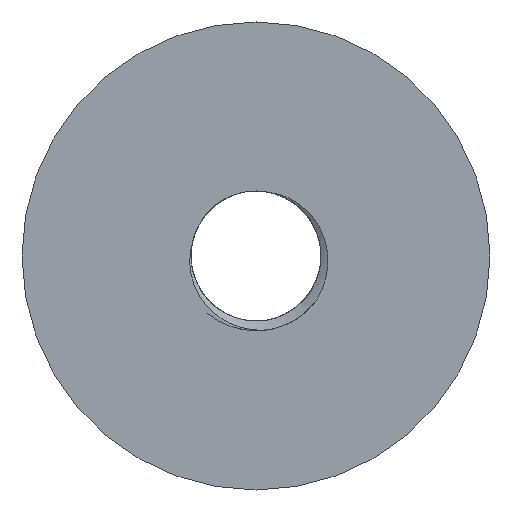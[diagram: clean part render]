
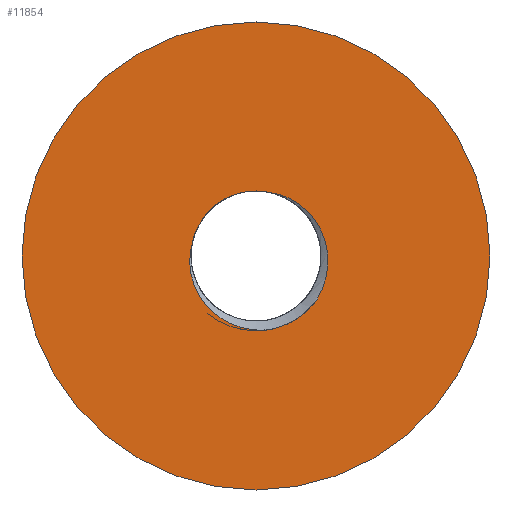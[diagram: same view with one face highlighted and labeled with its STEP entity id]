
A CAD part, front view. The second image highlights one B-rep face of the part: STEP entity #11854.
In plain terms, the highlighted planar face has unit normal (0, -1, 0).
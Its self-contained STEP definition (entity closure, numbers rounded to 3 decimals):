
#264 = B_SPLINE_CURVE_WITH_KNOTS ( 'NONE', 3,
 ( #12358, #3555, #457, #10324, #6584, #8287, #4477, #9334, #7564, #6386, #8480, #390, #4280, #12427, #8542, #10581, #8415, #3424 ),
 .UNSPECIFIED., .F., .F.,
 ( 4, 2, 2, 2, 2, 2, 2, 2, 4 ),
 ( 0., 0.001, 0.001, 0.002, 0.003, 0.003, 0.004, 0.005, 0.005 ),
 .UNSPECIFIED. ) ;
#297 = DIRECTION ( 'NONE',  ( 0., 1., 0. ) ) ;
#390 = CARTESIAN_POINT ( 'NONE',  ( -1.238, 0., -2.472 ) ) ;
#433 = AXIS2_PLACEMENT_3D ( 'NONE', #1399, #4368, #3315 ) ;
#447 = EDGE_LOOP ( 'NONE', ( #7018, #9533 ) ) ;
#457 = CARTESIAN_POINT ( 'NONE',  ( -2.538, 0., 0.15 ) ) ;
#586 = CARTESIAN_POINT ( 'NONE',  ( 1.369, 0., -2.54 ) ) ;
#795 = DIRECTION ( 'NONE',  ( 0., 1., 0. ) ) ;
#889 = VERTEX_POINT ( 'NONE', #10544 ) ;
#915 = CARTESIAN_POINT ( 'NONE',  ( 0.971, 0., 2.351 ) ) ;
#979 = CARTESIAN_POINT ( 'NONE',  ( 1.38, 0., 2.174 ) ) ;
#1157 = EDGE_CURVE ( 'NONE', #889, #7687, #7096, .T. ) ;
#1399 = CARTESIAN_POINT ( 'NONE',  ( 0., 0., 0. ) ) ;
#1503 = CARTESIAN_POINT ( 'NONE',  ( 0.536, 0., 2.442 ) ) ;
#1775 = CARTESIAN_POINT ( 'NONE',  ( 0.652, 0., -2.811 ) ) ;
#1889 = CARTESIAN_POINT ( 'NONE',  ( 0., 0., 0. ) ) ;
#1928 = VERTEX_POINT ( 'NONE', #5274 ) ;
#2104 = CARTESIAN_POINT ( 'NONE',  ( 2.767, 0., 0.035 ) ) ;
#2465 = EDGE_CURVE ( 'NONE', #6388, #8400, #5058, .T. ) ;
#2500 = ORIENTED_EDGE ( 'NONE', *, *, #5911, .F. ) ;
#2513 = CARTESIAN_POINT ( 'NONE',  ( 0., 0., 0. ) ) ;
#2700 = CARTESIAN_POINT ( 'NONE',  ( 2.244, 0., -1.814 ) ) ;
#2878 = PLANE ( 'NONE',  #7309 ) ;
#2941 = FACE_OUTER_BOUND ( 'NONE', #447, .T. ) ;
#2990 = B_SPLINE_CURVE_WITH_KNOTS ( 'NONE', 3,
 ( #3889, #12099, #8880, #5997, #5070, #4023, #2104, #9069, #9131, #3954, #4084, #8087, #3089, #9924, #979, #915, #7965, #6124 ),
 .UNSPECIFIED., .F., .F.,
 ( 4, 2, 2, 2, 2, 2, 2, 2, 4 ),
 ( 0., 0.001, 0.001, 0.002, 0.003, 0.003, 0.004, 0.005, 0.005 ),
 .UNSPECIFIED. ) ;
#3089 = CARTESIAN_POINT ( 'NONE',  ( 1.917, 0., 1.79 ) ) ;
#3315 = DIRECTION ( 'NONE',  ( 0., 0., 1. ) ) ;
#3330 = EDGE_CURVE ( 'NONE', #7687, #8400, #2990, .T. ) ;
#3347 = ORIENTED_EDGE ( 'NONE', *, *, #9097, .T. ) ;
#3362 = CIRCLE ( 'NONE', #6508, 9. ) ;
#3424 = CARTESIAN_POINT ( 'NONE',  ( 0.463, 0., -2.841 ) ) ;
#3555 = CARTESIAN_POINT ( 'NONE',  ( -2.5, 0., 0.367 ) ) ;
#3889 = CARTESIAN_POINT ( 'NONE',  ( 2.355, 0., -1.656 ) ) ;
#3954 = CARTESIAN_POINT ( 'NONE',  ( 2.459, 0., 1.089 ) ) ;
#4023 = CARTESIAN_POINT ( 'NONE',  ( 2.774, 0., -0.187 ) ) ;
#4084 = CARTESIAN_POINT ( 'NONE',  ( 2.344, 0., 1.283 ) ) ;
#4280 = CARTESIAN_POINT ( 'NONE',  ( -1.041, 0., -2.577 ) ) ;
#4368 = DIRECTION ( 'NONE',  ( 0., 1., 0. ) ) ;
#4477 = CARTESIAN_POINT ( 'NONE',  ( -2.372, 0., -1.157 ) ) ;
#4609 = CARTESIAN_POINT ( 'NONE',  ( 1.691, 0., -2.338 ) ) ;
#4635 = AXIS2_PLACEMENT_3D ( 'NONE', #6240, #11355, #9314 ) ;
#4665 = ORIENTED_EDGE ( 'NONE', *, *, #2465, .T. ) ;
#4804 = CARTESIAN_POINT ( 'NONE',  ( 2.355, 0., -1.656 ) ) ;
#4854 = FACE_BOUND ( 'NONE', #6376, .T. ) ;
#5058 = CIRCLE ( 'NONE', #4635, 2.5 ) ;
#5070 = CARTESIAN_POINT ( 'NONE',  ( 2.739, 0., -0.625 ) ) ;
#5274 = CARTESIAN_POINT ( 'NONE',  ( 0., 0., -9. ) ) ;
#5297 = DIRECTION ( 'NONE',  ( 0., 1., 0. ) ) ;
#5680 = CIRCLE ( 'NONE', #11545, 2.5 ) ;
#5727 = CARTESIAN_POINT ( 'NONE',  ( 1.195, 0., -2.626 ) ) ;
#5911 = EDGE_CURVE ( 'NONE', #12225, #889, #264, .T. ) ;
#5997 = CARTESIAN_POINT ( 'NONE',  ( 2.696, 0., -0.846 ) ) ;
#6123 = CIRCLE ( 'NONE', #433, 9. ) ;
#6124 = CARTESIAN_POINT ( 'NONE',  ( 0.536, 0., 2.442 ) ) ;
#6158 = VERTEX_POINT ( 'NONE', #8109 ) ;
#6240 = CARTESIAN_POINT ( 'NONE',  ( 0., 0., 0. ) ) ;
#6376 = EDGE_LOOP ( 'NONE', ( #6776, #12348, #2500, #3347, #4665 ) ) ;
#6386 = CARTESIAN_POINT ( 'NONE',  ( -1.764, 0., -2.072 ) ) ;
#6388 = VERTEX_POINT ( 'NONE', #9766 ) ;
#6508 = AXIS2_PLACEMENT_3D ( 'NONE', #2513, #795, #10660 ) ;
#6584 = CARTESIAN_POINT ( 'NONE',  ( -2.538, 0., -0.514 ) ) ;
#6708 = EDGE_CURVE ( 'NONE', #6158, #1928, #6123, .T. ) ;
#6776 = ORIENTED_EDGE ( 'NONE', *, *, #3330, .F. ) ;
#7018 = ORIENTED_EDGE ( 'NONE', *, *, #6708, .F. ) ;
#7096 = B_SPLINE_CURVE_WITH_KNOTS ( 'NONE', 3,
 ( #10584, #1775, #11704, #5727, #586, #4609, #12691, #9792, #2700, #4804 ),
 .UNSPECIFIED., .F., .F.,
 ( 4, 2, 2, 2, 4 ),
 ( 0., 0.001, 0.001, 0.002, 0.002 ),
 .UNSPECIFIED. ) ;
#7309 = AXIS2_PLACEMENT_3D ( 'NONE', #1889, #297, #10228 ) ;
#7564 = CARTESIAN_POINT ( 'NONE',  ( -2.053, 0., -1.737 ) ) ;
#7687 = VERTEX_POINT ( 'NONE', #12766 ) ;
#7965 = CARTESIAN_POINT ( 'NONE',  ( 0.757, 0., 2.411 ) ) ;
#8087 = CARTESIAN_POINT ( 'NONE',  ( 2.075, 0., 1.631 ) ) ;
#8109 = CARTESIAN_POINT ( 'NONE',  ( 0., 0., 9. ) ) ;
#8150 = EDGE_CURVE ( 'NONE', #1928, #6158, #3362, .T. ) ;
#8175 = CARTESIAN_POINT ( 'NONE',  ( -2.432, 0., 0.579 ) ) ;
#8287 = CARTESIAN_POINT ( 'NONE',  ( -2.446, 0., -0.945 ) ) ;
#8400 = VERTEX_POINT ( 'NONE', #1503 ) ;
#8415 = CARTESIAN_POINT ( 'NONE',  ( 0.241, 0., -2.862 ) ) ;
#8480 = CARTESIAN_POINT ( 'NONE',  ( -1.601, 0., -2.219 ) ) ;
#8542 = CARTESIAN_POINT ( 'NONE',  ( -0.414, 0., -2.795 ) ) ;
#8880 = CARTESIAN_POINT ( 'NONE',  ( 2.561, 0., -1.265 ) ) ;
#9069 = CARTESIAN_POINT ( 'NONE',  ( 2.696, 0., 0.474 ) ) ;
#9097 = EDGE_CURVE ( 'NONE', #12225, #6388, #5680, .T. ) ;
#9131 = CARTESIAN_POINT ( 'NONE',  ( 2.634, 0., 0.685 ) ) ;
#9314 = DIRECTION ( 'NONE',  ( 0., 0., 1. ) ) ;
#9334 = CARTESIAN_POINT ( 'NONE',  ( -2.177, 0., -1.551 ) ) ;
#9533 = ORIENTED_EDGE ( 'NONE', *, *, #8150, .F. ) ;
#9766 = CARTESIAN_POINT ( 'NONE',  ( 0., 0., 2.5 ) ) ;
#9792 = CARTESIAN_POINT ( 'NONE',  ( 2.118, 0., -1.96 ) ) ;
#9924 = CARTESIAN_POINT ( 'NONE',  ( 1.568, 0., 2.061 ) ) ;
#10228 = DIRECTION ( 'NONE',  ( 0., 0., 1. ) ) ;
#10289 = CARTESIAN_POINT ( 'NONE',  ( 0., 0., 0. ) ) ;
#10324 = CARTESIAN_POINT ( 'NONE',  ( -2.556, 0., -0.291 ) ) ;
#10544 = CARTESIAN_POINT ( 'NONE',  ( 0.463, 0., -2.841 ) ) ;
#10581 = CARTESIAN_POINT ( 'NONE',  ( 0.021, 0., -2.856 ) ) ;
#10584 = CARTESIAN_POINT ( 'NONE',  ( 0.463, 0., -2.841 ) ) ;
#10660 = DIRECTION ( 'NONE',  ( 0., 0., 1. ) ) ;
#11355 = DIRECTION ( 'NONE',  ( 0., 1., 0. ) ) ;
#11545 = AXIS2_PLACEMENT_3D ( 'NONE', #10289, #5297, #12199 ) ;
#11704 = CARTESIAN_POINT ( 'NONE',  ( 0.838, 0., -2.761 ) ) ;
#11854 = ADVANCED_FACE ( 'NONE', ( #2941, #4854 ), #2878, .F. ) ;
#12099 = CARTESIAN_POINT ( 'NONE',  ( 2.47, 0., -1.465 ) ) ;
#12199 = DIRECTION ( 'NONE',  ( 0., 0., 1. ) ) ;
#12225 = VERTEX_POINT ( 'NONE', #8175 ) ;
#12348 = ORIENTED_EDGE ( 'NONE', *, *, #1157, .F. ) ;
#12358 = CARTESIAN_POINT ( 'NONE',  ( -2.432, 0., 0.579 ) ) ;
#12427 = CARTESIAN_POINT ( 'NONE',  ( -0.631, 0., -2.738 ) ) ;
#12691 = CARTESIAN_POINT ( 'NONE',  ( 1.84, 0., -2.222 ) ) ;
#12766 = CARTESIAN_POINT ( 'NONE',  ( 2.355, 0., -1.656 ) ) ;
